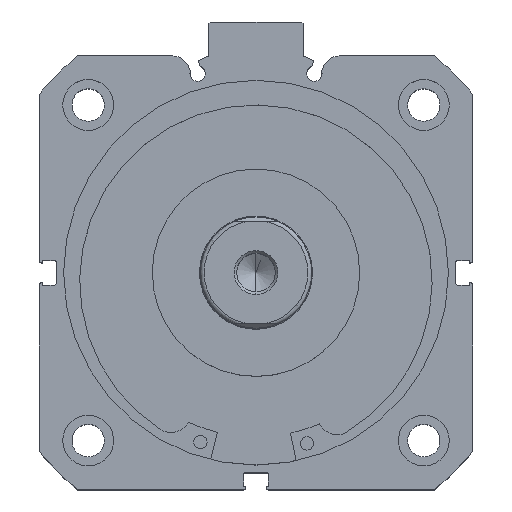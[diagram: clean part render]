
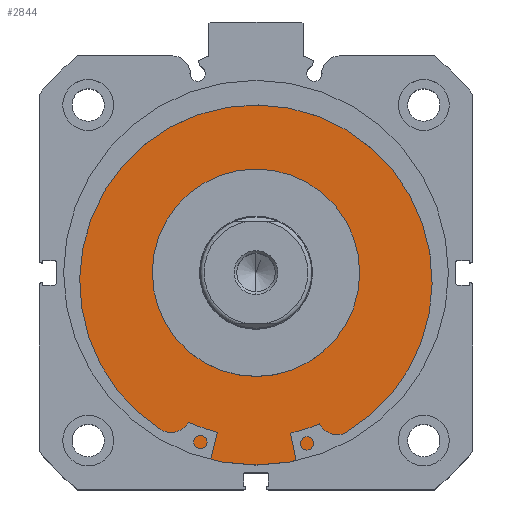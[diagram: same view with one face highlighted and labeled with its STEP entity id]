
A CAD part, top view. The second image highlights one B-rep face of the part: STEP entity #2844.
In plain terms, the highlighted face is planar.
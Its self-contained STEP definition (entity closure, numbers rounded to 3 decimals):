
#392 = EDGE_LOOP ( 'NONE', ( #3145, #3044 ) ) ;
#424 = EDGE_LOOP ( 'NONE', ( #3126, #7327 ) ) ;
#1695 = AXIS2_PLACEMENT_3D ( 'NONE', #4374, #4375, #4376 ) ;
#1700 = AXIS2_PLACEMENT_3D ( 'NONE', #4408, #4410, #4411 ) ;
#1701 = AXIS2_PLACEMENT_3D ( 'NONE', #4390, #4397, #4398 ) ;
#1705 = AXIS2_PLACEMENT_3D ( 'NONE', #4405, #4412, #4413 ) ;
#1823 = AXIS2_PLACEMENT_3D ( 'NONE', #6313, #6315, #6316 ) ;
#2498 = EDGE_CURVE ( 'NONE', #5145, #4972, #5339, .T. ) ;
#2506 = EDGE_CURVE ( 'NONE', #4764, #4981, #5351, .T. ) ;
#2511 = EDGE_CURVE ( 'NONE', #4981, #4764, #5356, .T. ) ;
#2512 = EDGE_CURVE ( 'NONE', #4972, #5145, #5358, .T. ) ;
#2844 = ADVANCED_FACE ( 'NONE', ( #5589, #5595 ), #6314, .F. ) ;
#3044 = ORIENTED_EDGE ( 'NONE', *, *, #2512, .T. ) ;
#3126 = ORIENTED_EDGE ( 'NONE', *, *, #2506, .F. ) ;
#3145 = ORIENTED_EDGE ( 'NONE', *, *, #2498, .T. ) ;
#4374 = CARTESIAN_POINT ( 'NONE',  ( 5.5, 0., 0. ) ) ;
#4375 = DIRECTION ( 'NONE',  ( -1., 0., 0. ) ) ;
#4376 = DIRECTION ( 'NONE',  ( 0., 0., 1. ) ) ;
#4390 = CARTESIAN_POINT ( 'NONE',  ( 5.5, 0., 0. ) ) ;
#4397 = DIRECTION ( 'NONE',  ( -1., 0., 0. ) ) ;
#4398 = DIRECTION ( 'NONE',  ( 0., 0., 1. ) ) ;
#4405 = CARTESIAN_POINT ( 'NONE',  ( 5.5, 0., 0. ) ) ;
#4408 = CARTESIAN_POINT ( 'NONE',  ( 5.5, 0., 0. ) ) ;
#4410 = DIRECTION ( 'NONE',  ( -1., 0., 0. ) ) ;
#4411 = DIRECTION ( 'NONE',  ( 0., 0., 1. ) ) ;
#4412 = DIRECTION ( 'NONE',  ( -1., 0., 0. ) ) ;
#4413 = DIRECTION ( 'NONE',  ( 0., 0., 1. ) ) ;
#4764 = VERTEX_POINT ( 'NONE', #6972 ) ;
#4972 = VERTEX_POINT ( 'NONE', #7071 ) ;
#4981 = VERTEX_POINT ( 'NONE', #7080 ) ;
#5145 = VERTEX_POINT ( 'NONE', #7162 ) ;
#5339 = CIRCLE ( 'NONE', #1695, 51. ) ;
#5351 = CIRCLE ( 'NONE', #1701, 27.5 ) ;
#5356 = CIRCLE ( 'NONE', #1700, 27.5 ) ;
#5358 = CIRCLE ( 'NONE', #1705, 51. ) ;
#5589 = FACE_BOUND ( 'NONE', #424, .T. ) ;
#5595 = FACE_OUTER_BOUND ( 'NONE', #392, .T. ) ;
#6313 = CARTESIAN_POINT ( 'NONE',  ( 5.5, 51., 0. ) ) ;
#6314 = PLANE ( 'NONE',  #1823 ) ;
#6315 = DIRECTION ( 'NONE',  ( 1., 0., 0. ) ) ;
#6316 = DIRECTION ( 'NONE',  ( 0., 0., -1. ) ) ;
#6972 = CARTESIAN_POINT ( 'NONE',  ( 5.5, 0., 27.5 ) ) ;
#7071 = CARTESIAN_POINT ( 'NONE',  ( 5.5, 0., -51. ) ) ;
#7080 = CARTESIAN_POINT ( 'NONE',  ( 5.5, 0., -27.5 ) ) ;
#7162 = CARTESIAN_POINT ( 'NONE',  ( 5.5, 0., 51. ) ) ;
#7327 = ORIENTED_EDGE ( 'NONE', *, *, #2511, .F. ) ;
